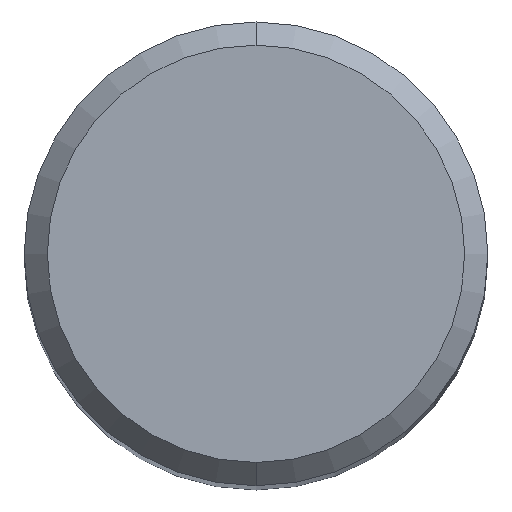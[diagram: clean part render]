
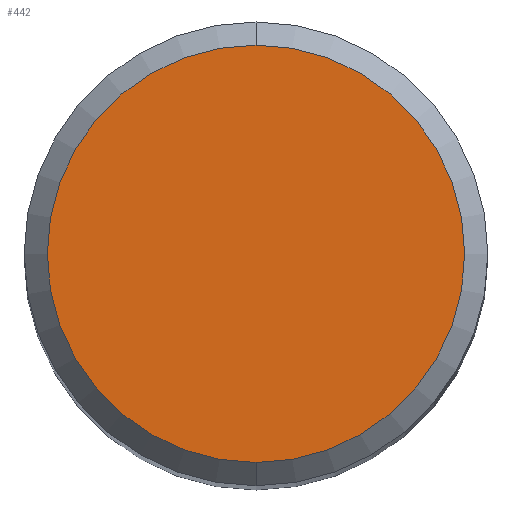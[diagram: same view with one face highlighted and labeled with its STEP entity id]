
A CAD part, top view. The second image highlights one B-rep face of the part: STEP entity #442.
In plain terms, the highlighted planar face has unit normal (0, 0, 1).
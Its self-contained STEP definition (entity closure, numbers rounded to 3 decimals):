
#224=EDGE_CURVE('',#420,#354,#532,.T.);
#312=EDGE_CURVE('',#354,#420,#630,.T.);
#354=VERTEX_POINT('',#676);
#420=VERTEX_POINT('',#746);
#442=ADVANCED_FACE('',(#770),#771,.T.);
#532=CIRCLE('',#957,4.5);
#630=CIRCLE('',#1143,4.5);
#676=CARTESIAN_POINT('',(0.0,4.5,0.0));
#746=CARTESIAN_POINT('',(0.,-4.5,0.0));
#770=FACE_OUTER_BOUND('',#1407,.T.);
#771=PLANE('',#1408);
#957=AXIS2_PLACEMENT_3D('',#1519,#1520,#1521);
#1143=AXIS2_PLACEMENT_3D('',#1639,#1640,#1641);
#1407=EDGE_LOOP('',(#1781,#1782));
#1408=AXIS2_PLACEMENT_3D('',#1783,#1784,#1785);
#1519=CARTESIAN_POINT('',(0.0,0.0,0.0));
#1520=DIRECTION('',(0.0,0.0,-1.0));
#1521=DIRECTION('',(0.0,1.0,0.0));
#1639=CARTESIAN_POINT('',(0.0,0.0,0.0));
#1640=DIRECTION('',(0.0,0.0,-1.0));
#1641=DIRECTION('',(0.0,1.0,0.0));
#1781=ORIENTED_EDGE('',*,*,#312,.F.);
#1782=ORIENTED_EDGE('',*,*,#224,.F.);
#1783=CARTESIAN_POINT('',(0.0,2.25,0.0));
#1784=DIRECTION('',(-0.0,0.0,1.0));
#1785=DIRECTION('',(0.0,-1.0,0.0));
